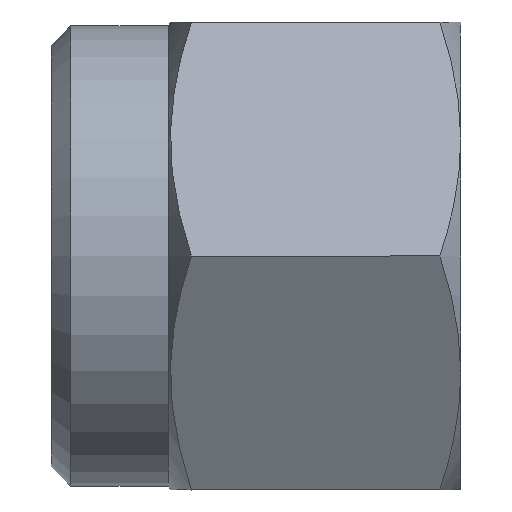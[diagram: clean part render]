
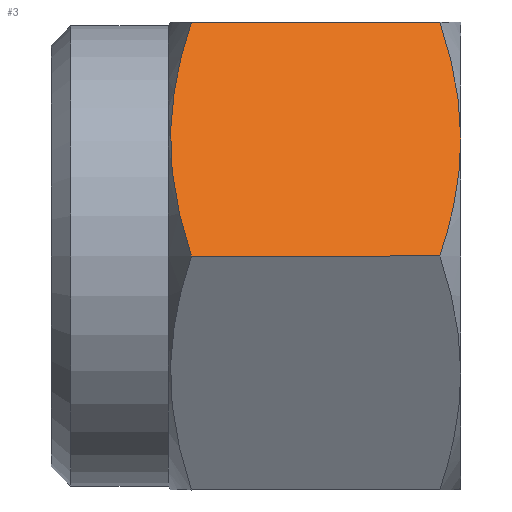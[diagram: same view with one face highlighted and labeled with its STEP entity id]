
A CAD part, left-side view. The second image highlights one B-rep face of the part: STEP entity #3.
In plain terms, the highlighted planar face has unit normal (-0.866, 0, 0.5).
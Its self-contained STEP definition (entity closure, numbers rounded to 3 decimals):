
#3 = ADVANCED_FACE ( 'NONE', ( #857 ), #241, .T. ) ;
#42 = EDGE_CURVE ( 'NONE', #743, #741, #625, .T. ) ;
#61 = AXIS2_PLACEMENT_3D ( 'NONE', #227, #245, #246 ) ;
#85 = EDGE_CURVE ( 'NONE', #741, #711, #579, .T. ) ;
#95 = EDGE_CURVE ( 'NONE', #736, #739, #557, .T. ) ;
#160 = EDGE_CURVE ( 'NONE', #739, #743, #562, .T. ) ;
#161 = EDGE_CURVE ( 'NONE', #711, #736, #886, .T. ) ;
#227 = CARTESIAN_POINT ( 'NONE',  ( -6.928, -0.045, 0. ) ) ;
#241 = PLANE ( 'NONE',  #61 ) ;
#245 = DIRECTION ( 'NONE',  ( -0.866, 0., 0.5 ) ) ;
#246 = DIRECTION ( 'NONE',  ( 0.5, 0., 0.866 ) ) ;
#254 = CARTESIAN_POINT ( 'NONE',  ( -5.196, 0., 3. ) ) ;
#256 = CARTESIAN_POINT ( 'NONE',  ( -5.787, 0., 1.976 ) ) ;
#263 = CARTESIAN_POINT ( 'NONE',  ( -6.362, 0.209, 0.98 ) ) ;
#264 = CARTESIAN_POINT ( 'NONE',  ( -6.928, 0.536, 0. ) ) ;
#308 = CARTESIAN_POINT ( 'NONE',  ( -6.928, 6.906, 0. ) ) ;
#309 = CARTESIAN_POINT ( 'NONE',  ( -6.645, 7.07, 0.49 ) ) ;
#310 = CARTESIAN_POINT ( 'NONE',  ( -6.36, 7.205, 0.985 ) ) ;
#311 = CARTESIAN_POINT ( 'NONE',  ( -5.926, 7.345, 1.736 ) ) ;
#312 = CARTESIAN_POINT ( 'NONE',  ( -5.781, 7.381, 1.988 ) ) ;
#313 = CARTESIAN_POINT ( 'NONE',  ( -5.488, 7.43, 2.494 ) ) ;
#314 = CARTESIAN_POINT ( 'NONE',  ( -5.34, 7.442, 2.751 ) ) ;
#315 = CARTESIAN_POINT ( 'NONE',  ( -3.464, 6.906, 6. ) ) ;
#319 = CARTESIAN_POINT ( 'NONE',  ( -4.03, 7.233, 5.02 ) ) ;
#324 = CARTESIAN_POINT ( 'NONE',  ( -4.604, 7.442, 4.026 ) ) ;
#426 = CARTESIAN_POINT ( 'NONE',  ( -3.464, 3.734, 6. ) ) ;
#432 = DIRECTION ( 'NONE',  ( 0., 1., 0. ) ) ;
#445 = CARTESIAN_POINT ( 'NONE',  ( -5.196, 0., 3. ) ) ;
#461 = CARTESIAN_POINT ( 'NONE',  ( -3.464, 0.536, 6. ) ) ;
#463 = CARTESIAN_POINT ( 'NONE',  ( -3.464, 6.906, 6. ) ) ;
#465 = CARTESIAN_POINT ( 'NONE',  ( -5.196, 0., 3. ) ) ;
#468 = CARTESIAN_POINT ( 'NONE',  ( -6.928, 0.536, 0. ) ) ;
#492 = CARTESIAN_POINT ( 'NONE',  ( -6.928, 6.906, 0. ) ) ;
#516 = DIRECTION ( 'NONE',  ( 0., -1., 0. ) ) ;
#517 = CARTESIAN_POINT ( 'NONE',  ( -6.928, 3.734, 0. ) ) ;
#518 = CARTESIAN_POINT ( 'NONE',  ( -3.464, 0.536, 6. ) ) ;
#519 = CARTESIAN_POINT ( 'NONE',  ( -4.03, 0.209, 5.02 ) ) ;
#539 = CARTESIAN_POINT ( 'NONE',  ( -4.605, 0., 4.024 ) ) ;
#557 = B_SPLINE_CURVE_WITH_KNOTS ( 'NONE', 3,
 ( #264, #263, #256, #254 ),
 .UNSPECIFIED., .F., .F.,
 ( 4, 4 ),
 ( 0., 0.004 ),
 .UNSPECIFIED. ) ;
#562 = B_SPLINE_CURVE_WITH_KNOTS ( 'NONE', 3,
 ( #445, #539, #519, #518 ),
 .UNSPECIFIED., .F., .F.,
 ( 4, 4 ),
 ( 0., 0.004 ),
 .UNSPECIFIED. ) ;
#579 = B_SPLINE_CURVE_WITH_KNOTS ( 'NONE', 3,
 ( #315, #319, #324, #314, #313, #312, #311, #310, #309, #308 ),
 .UNSPECIFIED., .F., .F.,
 ( 4, 2, 2, 2, 4 ),
 ( 0., 0.003, 0.004, 0.005, 0.007 ),
 .UNSPECIFIED. ) ;
#612 = VECTOR ( 'NONE', #432, 1000. ) ;
#625 = LINE ( 'NONE', #426, #612 ) ;
#689 = EDGE_LOOP ( 'NONE', ( #786, #785, #784, #767, #766 ) ) ;
#711 = VERTEX_POINT ( 'NONE', #492 ) ;
#736 = VERTEX_POINT ( 'NONE', #468 ) ;
#739 = VERTEX_POINT ( 'NONE', #465 ) ;
#741 = VERTEX_POINT ( 'NONE', #463 ) ;
#743 = VERTEX_POINT ( 'NONE', #461 ) ;
#766 = ORIENTED_EDGE ( 'NONE', *, *, #42, .T. ) ;
#767 = ORIENTED_EDGE ( 'NONE', *, *, #160, .T. ) ;
#784 = ORIENTED_EDGE ( 'NONE', *, *, #95, .T. ) ;
#785 = ORIENTED_EDGE ( 'NONE', *, *, #161, .T. ) ;
#786 = ORIENTED_EDGE ( 'NONE', *, *, #85, .T. ) ;
#857 = FACE_OUTER_BOUND ( 'NONE', #689, .T. ) ;
#882 = VECTOR ( 'NONE', #516, 1000. ) ;
#886 = LINE ( 'NONE', #517, #882 ) ;
